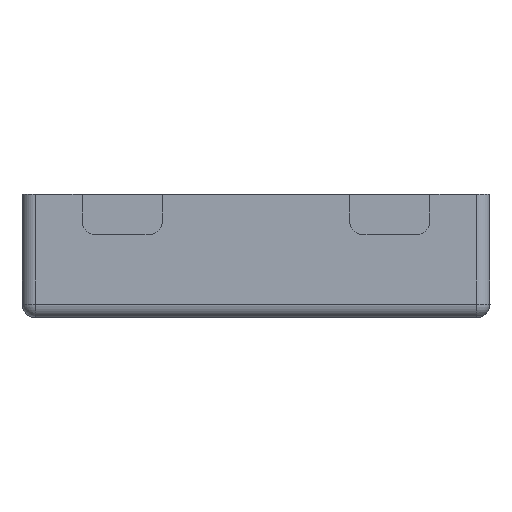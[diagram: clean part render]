
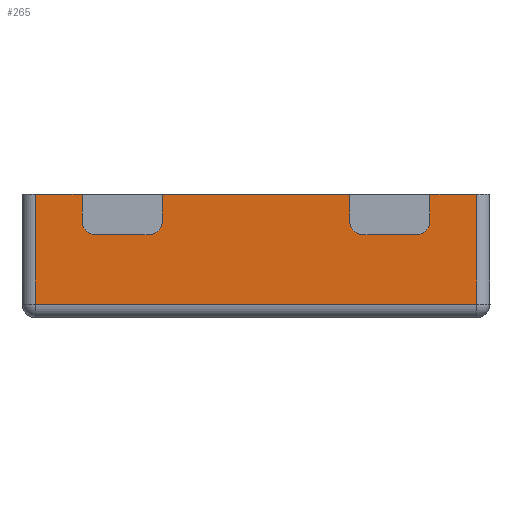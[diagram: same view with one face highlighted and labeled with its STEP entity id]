
A CAD part, front view. The second image highlights one B-rep face of the part: STEP entity #265.
In plain terms, the highlighted planar face has unit normal (0, -1, 0).
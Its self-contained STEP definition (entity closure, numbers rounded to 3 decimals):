
#265=ADVANCED_FACE('',(#510),#417,.T.);
#417=PLANE('',#2908);
#510=FACE_OUTER_BOUND('',#654,.T.);
#654=EDGE_LOOP('',(#1363,#1364,#1365,#1366,#1367,#1368,#1369,#1370,#1371,
#1372,#1373,#1374,#1375,#1376,#1377,#1378));
#817=LINE('',#3855,#1090);
#818=LINE('',#3857,#1091);
#819=LINE('',#3859,#1092);
#820=LINE('',#3863,#1093);
#821=LINE('',#3867,#1094);
#822=LINE('',#3869,#1095);
#823=LINE('',#3871,#1096);
#824=LINE('',#3873,#1097);
#825=LINE('',#3875,#1098);
#826=LINE('',#3877,#1099);
#827=LINE('',#3879,#1100);
#828=LINE('',#3883,#1101);
#1090=VECTOR('',#3132,1.);
#1091=VECTOR('',#3133,1.);
#1092=VECTOR('',#3134,1.);
#1093=VECTOR('',#3137,1.);
#1094=VECTOR('',#3140,1.);
#1095=VECTOR('',#3141,1.);
#1096=VECTOR('',#3142,1.);
#1097=VECTOR('',#3143,1.);
#1098=VECTOR('',#3144,1.);
#1099=VECTOR('',#3145,1.);
#1100=VECTOR('',#3146,1.);
#1101=VECTOR('',#3149,1.);
#1363=ORIENTED_EDGE('',*,*,#2427,.F.);
#1364=ORIENTED_EDGE('',*,*,#2428,.T.);
#1365=ORIENTED_EDGE('',*,*,#2429,.F.);
#1366=ORIENTED_EDGE('',*,*,#2430,.F.);
#1367=ORIENTED_EDGE('',*,*,#2431,.F.);
#1368=ORIENTED_EDGE('',*,*,#2432,.T.);
#1369=ORIENTED_EDGE('',*,*,#2433,.F.);
#1370=ORIENTED_EDGE('',*,*,#2434,.T.);
#1371=ORIENTED_EDGE('',*,*,#2435,.F.);
#1372=ORIENTED_EDGE('',*,*,#2436,.T.);
#1373=ORIENTED_EDGE('',*,*,#2437,.T.);
#1374=ORIENTED_EDGE('',*,*,#2438,.T.);
#1375=ORIENTED_EDGE('',*,*,#2439,.F.);
#1376=ORIENTED_EDGE('',*,*,#2440,.F.);
#1377=ORIENTED_EDGE('',*,*,#2441,.F.);
#1378=ORIENTED_EDGE('',*,*,#2442,.T.);
#2165=VERTEX_POINT('',#3853);
#2166=VERTEX_POINT('',#3854);
#2167=VERTEX_POINT('',#3856);
#2168=VERTEX_POINT('',#3858);
#2169=VERTEX_POINT('',#3860);
#2170=VERTEX_POINT('',#3862);
#2171=VERTEX_POINT('',#3864);
#2172=VERTEX_POINT('',#3866);
#2173=VERTEX_POINT('',#3868);
#2174=VERTEX_POINT('',#3870);
#2175=VERTEX_POINT('',#3872);
#2176=VERTEX_POINT('',#3874);
#2177=VERTEX_POINT('',#3876);
#2178=VERTEX_POINT('',#3878);
#2179=VERTEX_POINT('',#3880);
#2180=VERTEX_POINT('',#3882);
#2427=EDGE_CURVE('',#2165,#2166,#2828,.T.);
#2428=EDGE_CURVE('',#2165,#2167,#817,.T.);
#2429=EDGE_CURVE('',#2168,#2167,#818,.T.);
#2430=EDGE_CURVE('',#2169,#2168,#819,.T.);
#2431=EDGE_CURVE('',#2170,#2169,#2829,.T.);
#2432=EDGE_CURVE('',#2170,#2171,#820,.T.);
#2433=EDGE_CURVE('',#2172,#2171,#2830,.T.);
#2434=EDGE_CURVE('',#2172,#2173,#821,.T.);
#2435=EDGE_CURVE('',#2174,#2173,#822,.T.);
#2436=EDGE_CURVE('',#2174,#2175,#823,.T.);
#2437=EDGE_CURVE('',#2175,#2176,#824,.T.);
#2438=EDGE_CURVE('',#2176,#2177,#825,.T.);
#2439=EDGE_CURVE('',#2178,#2177,#826,.T.);
#2440=EDGE_CURVE('',#2179,#2178,#827,.T.);
#2441=EDGE_CURVE('',#2180,#2179,#2831,.T.);
#2442=EDGE_CURVE('',#2180,#2166,#828,.T.);
#2828=CIRCLE('',#2904,0.5);
#2829=CIRCLE('',#2905,0.5);
#2830=CIRCLE('',#2906,0.5);
#2831=CIRCLE('',#2907,0.5);
#2904=AXIS2_PLACEMENT_3D('',#3852,#3130,#3131);
#2905=AXIS2_PLACEMENT_3D('',#3861,#3135,#3136);
#2906=AXIS2_PLACEMENT_3D('',#3865,#3138,#3139);
#2907=AXIS2_PLACEMENT_3D('',#3881,#3147,#3148);
#2908=AXIS2_PLACEMENT_3D('',#3884,#3150,#3151);
#3130=DIRECTION('',(0.,-1.,0.));
#3131=DIRECTION('',(0.,0.,-1.));
#3132=DIRECTION('',(0.,0.,1.));
#3133=DIRECTION('',(1.,0.,0.));
#3134=DIRECTION('',(0.,0.,1.));
#3135=DIRECTION('',(0.,-1.,0.));
#3136=DIRECTION('',(0.,0.,-1.));
#3137=DIRECTION('',(-1.,0.,0.));
#3138=DIRECTION('',(0.,-1.,0.));
#3139=DIRECTION('',(0.,0.,-1.));
#3140=DIRECTION('',(0.,0.,1.));
#3141=DIRECTION('',(1.,0.,0.));
#3142=DIRECTION('',(0.,0.,-1.));
#3143=DIRECTION('',(1.,0.,0.));
#3144=DIRECTION('',(0.,0.,1.));
#3145=DIRECTION('',(1.,0.,0.));
#3146=DIRECTION('',(0.,0.,1.));
#3147=DIRECTION('',(0.,-1.,0.));
#3148=DIRECTION('',(0.,0.,-1.));
#3149=DIRECTION('',(-1.,0.,0.));
#3150=DIRECTION('',(0.,-1.,0.));
#3151=DIRECTION('',(1.,0.,0.));
#3852=CARTESIAN_POINT('',(12.25,-0.5,3.5));
#3853=CARTESIAN_POINT('',(11.75,-0.5,3.5));
#3854=CARTESIAN_POINT('',(12.25,-0.5,3.));
#3855=CARTESIAN_POINT('',(11.75,-0.5,3.));
#3856=CARTESIAN_POINT('',(11.75,-0.5,4.5));
#3857=CARTESIAN_POINT('',(-0.5,-0.5,4.5));
#3858=CARTESIAN_POINT('',(4.75,-0.5,4.5));
#3859=CARTESIAN_POINT('',(4.75,-0.5,3.));
#3860=CARTESIAN_POINT('',(4.75,-0.5,3.5));
#3861=CARTESIAN_POINT('',(4.25,-0.5,3.5));
#3862=CARTESIAN_POINT('',(4.25,-0.5,3.));
#3863=CARTESIAN_POINT('',(4.75,-0.5,3.));
#3864=CARTESIAN_POINT('',(2.25,-0.5,3.));
#3865=CARTESIAN_POINT('',(2.25,-0.5,3.5));
#3866=CARTESIAN_POINT('',(1.75,-0.5,3.5));
#3867=CARTESIAN_POINT('',(1.75,-0.5,3.));
#3868=CARTESIAN_POINT('',(1.75,-0.5,4.5));
#3869=CARTESIAN_POINT('',(-0.5,-0.5,4.5));
#3870=CARTESIAN_POINT('',(0.,-0.5,4.5));
#3871=CARTESIAN_POINT('',(0.,-0.5,-0.1));
#3872=CARTESIAN_POINT('',(0.,-0.5,0.4));
#3873=CARTESIAN_POINT('',(17.,-0.5,0.4));
#3874=CARTESIAN_POINT('',(16.5,-0.5,0.4));
#3875=CARTESIAN_POINT('',(16.5,-0.5,-0.1));
#3876=CARTESIAN_POINT('',(16.5,-0.5,4.5));
#3877=CARTESIAN_POINT('',(-0.5,-0.5,4.5));
#3878=CARTESIAN_POINT('',(14.75,-0.5,4.5));
#3879=CARTESIAN_POINT('',(14.75,-0.5,3.));
#3880=CARTESIAN_POINT('',(14.75,-0.5,3.5));
#3881=CARTESIAN_POINT('',(14.25,-0.5,3.5));
#3882=CARTESIAN_POINT('',(14.25,-0.5,3.));
#3883=CARTESIAN_POINT('',(14.75,-0.5,3.));
#3884=CARTESIAN_POINT('',(-0.5,-0.5,-0.1));
